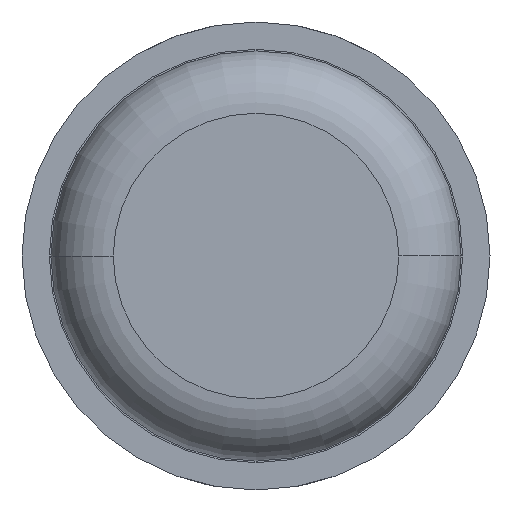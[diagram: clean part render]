
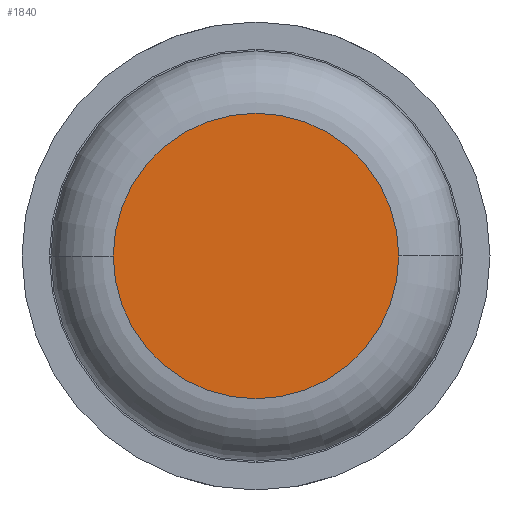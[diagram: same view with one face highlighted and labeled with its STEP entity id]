
A CAD part, front view. The second image highlights one B-rep face of the part: STEP entity #1840.
In plain terms, the highlighted planar face has unit normal (0, -1, 0).
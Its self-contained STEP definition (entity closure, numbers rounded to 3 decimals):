
#82 = FACE_OUTER_BOUND ( 'NONE', #2601, .T. ) ;
#149 = EDGE_CURVE ( 'Defeature ausgef�hrt1_6+Defeature ausgef�hrt1_7+Defeature ausgef�hrt1_7+Defeature ausgef�hrt1_7', #4411, #1635, #1005, .T. ) ;
#185 = AXIS2_PLACEMENT_3D ( 'NONE', #216, #3300, #1595 ) ;
#216 = CARTESIAN_POINT ( 'NONE',  ( 0., 0., 0. ) ) ;
#536 = ORIENTED_EDGE ( 'NONE', *, *, #3407, .T. ) ;
#1005 = CIRCLE ( 'NONE', #185, 0.915 ) ;
#1595 = DIRECTION ( 'NONE',  ( -1., 0., 0. ) ) ;
#1635 = VERTEX_POINT ( 'NONE', #1739 ) ;
#1739 = CARTESIAN_POINT ( 'NONE',  ( -0.915, 0., 0. ) ) ;
#1840 = ADVANCED_FACE ( 'Defeature ausgef�hrt1_6', ( #82 ), #2885, .F. ) ;
#2107 = ORIENTED_EDGE ( 'NONE', *, *, #149, .T. ) ;
#2210 = CARTESIAN_POINT ( 'NONE',  ( 0., 0., 0. ) ) ;
#2240 = DIRECTION ( 'NONE',  ( -1., 0., 0. ) ) ;
#2566 = DIRECTION ( 'NONE',  ( 0., -1., 0. ) ) ;
#2601 = EDGE_LOOP ( 'NONE', ( #536, #2107 ) ) ;
#2631 = AXIS2_PLACEMENT_3D ( 'NONE', #2210, #2566, #2240 ) ;
#2867 = DIRECTION ( 'NONE',  ( 0., 1., 0. ) ) ;
#2885 = PLANE ( 'NONE',  #3186 ) ;
#3170 = CARTESIAN_POINT ( 'NONE',  ( 0.915, 0., 0. ) ) ;
#3186 = AXIS2_PLACEMENT_3D ( 'NONE', #4203, #2867, #3879 ) ;
#3300 = DIRECTION ( 'NONE',  ( 0., -1., 0. ) ) ;
#3407 = EDGE_CURVE ( 'Defeature ausgef�hrt1_6+Defeature ausgef�hrt1_7+Defeature ausgef�hrt1_7+Defeature ausgef�hrt1_7', #1635, #4411, #4085, .T. ) ;
#3879 = DIRECTION ( 'NONE',  ( -1., 0., 0. ) ) ;
#4085 = CIRCLE ( 'NONE', #2631, 0.915 ) ;
#4203 = CARTESIAN_POINT ( 'NONE',  ( 0., 0., 0. ) ) ;
#4411 = VERTEX_POINT ( 'NONE', #3170 ) ;
